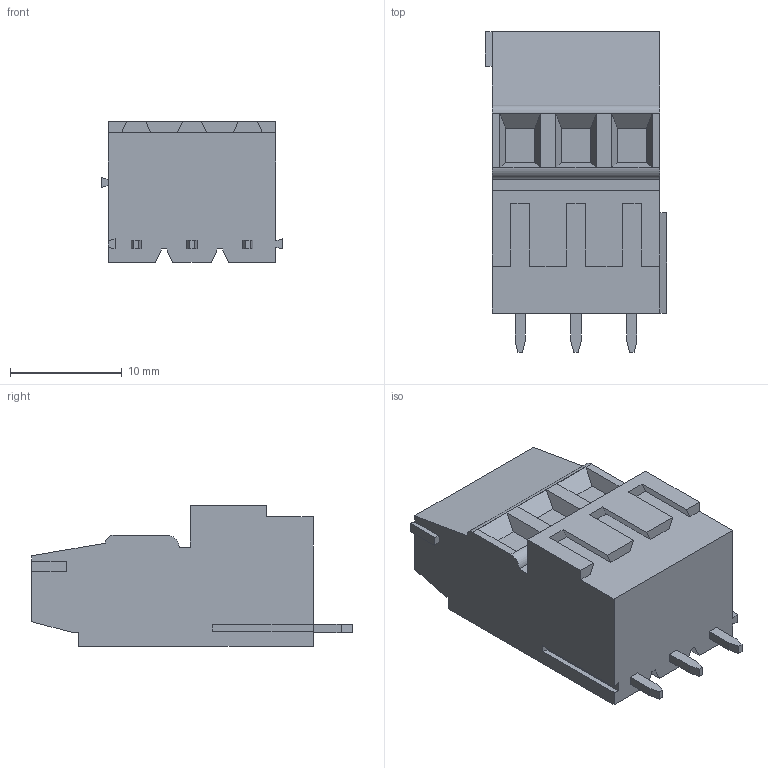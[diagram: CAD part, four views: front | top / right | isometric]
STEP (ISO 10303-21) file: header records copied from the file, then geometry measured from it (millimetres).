
FILE_DESCRIPTION((''),'2;1');
FILE_NAME('WJEEK500-500-03P-00A','2016-10-10T',('QZY'),(''),'CREO PARAMETRIC BY PTC INC, 2014440','CREO PARAMETRIC BY PTC INC, 2014440','');
FILE_SCHEMA(('CONFIG_CONTROL_DESIGN'));
Length unit declared in the file: millimetre
Products named in the file (1): WJEEK500-500-03P-00A
Bounding box: 16.24 x 28.7 x 12.6 mm (x, y, z)
Volume: 3605.6 mm3; surface area: 2181.6 mm2
Topology: 1 solids, 1 shells, 188 faces, 474 edges, 300 vertices
Faces by surface type: plane 120, cylinder 32, cone 24, torus 12
Entity records: 5764 total; most frequent: CARTESIAN_POINT 1040, ORIENTED_EDGE 948, DIRECTION 944, EDGE_CURVE 474, VECTOR 356, LINE 356, VERTEX_POINT 300, AXIS2_PLACEMENT_3D 294
